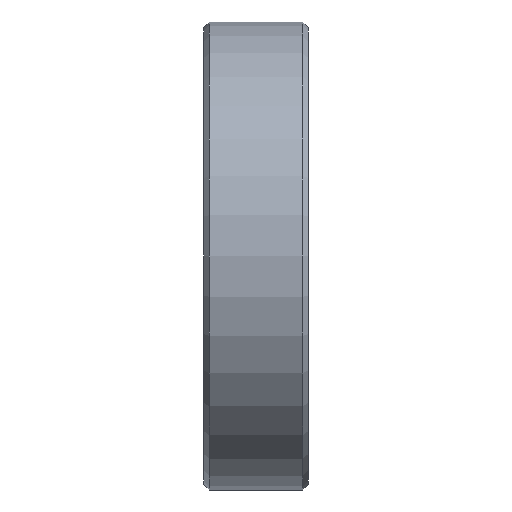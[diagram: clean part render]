
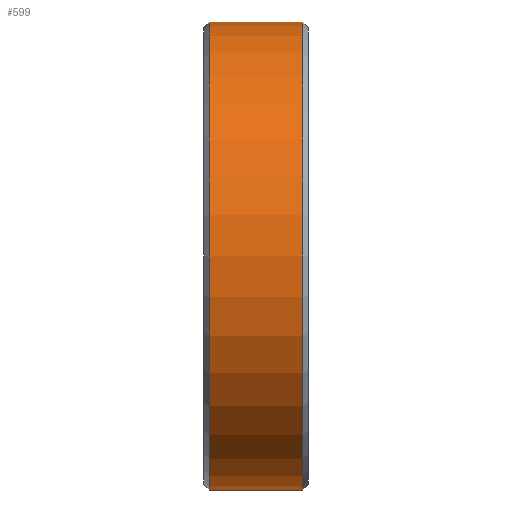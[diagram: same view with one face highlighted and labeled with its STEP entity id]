
A CAD part, left-side view. The second image highlights one B-rep face of the part: STEP entity #599.
In plain terms, the highlighted cylindrical face has radius 17 mm (diameter 34 mm), a partial arc.
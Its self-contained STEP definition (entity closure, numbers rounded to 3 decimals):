
#111 = DIRECTION ( 'NONE',  ( 0., 0., 1. ) ) ;
#130 = VERTEX_POINT ( 'NONE', #900 ) ;
#147 = AXIS2_PLACEMENT_3D ( 'NONE', #618, #988, #111 ) ;
#216 = LINE ( 'NONE', #1202, #455 ) ;
#303 = DIRECTION ( 'NONE',  ( 0., 1., 0. ) ) ;
#320 = DIRECTION ( 'NONE',  ( 0., 1., 0. ) ) ;
#368 = CARTESIAN_POINT ( 'NONE',  ( 0., 53.835, 0. ) ) ;
#455 = VECTOR ( 'NONE', #303, 1000. ) ;
#470 = CIRCLE ( 'NONE', #1403, 17. ) ;
#504 = ORIENTED_EDGE ( 'NONE', *, *, #1376, .T. ) ;
#564 = FACE_OUTER_BOUND ( 'NONE', #1470, .T. ) ;
#566 = LINE ( 'NONE', #1246, #1486 ) ;
#599 = ADVANCED_FACE ( 'NONE', ( #564 ), #979, .T. ) ;
#618 = CARTESIAN_POINT ( 'NONE',  ( 0., 7.2, 0. ) ) ;
#653 = ORIENTED_EDGE ( 'NONE', *, *, #1433, .F. ) ;
#702 = CIRCLE ( 'NONE', #147, 17. ) ;
#741 = VERTEX_POINT ( 'NONE', #1336 ) ;
#773 = CARTESIAN_POINT ( 'NONE',  ( 0., 0.4, 0. ) ) ;
#827 = ORIENTED_EDGE ( 'NONE', *, *, #990, .T. ) ;
#856 = DIRECTION ( 'NONE',  ( 0., 0., -1. ) ) ;
#900 = CARTESIAN_POINT ( 'NONE',  ( 0., 0.4, -17. ) ) ;
#979 = CYLINDRICAL_SURFACE ( 'NONE', #1182, 17. ) ;
#983 = CARTESIAN_POINT ( 'NONE',  ( 0., 0.4, 17. ) ) ;
#988 = DIRECTION ( 'NONE',  ( 0., -1., 0. ) ) ;
#990 = EDGE_CURVE ( 'NONE', #1418, #1338, #216, .T. ) ;
#1146 = EDGE_CURVE ( 'NONE', #130, #1418, #470, .T. ) ;
#1182 = AXIS2_PLACEMENT_3D ( 'NONE', #368, #1538, #1290 ) ;
#1202 = CARTESIAN_POINT ( 'NONE',  ( 0., 53.835, 17. ) ) ;
#1246 = CARTESIAN_POINT ( 'NONE',  ( 0., 53.835, -17. ) ) ;
#1290 = DIRECTION ( 'NONE',  ( 0., 0., 1. ) ) ;
#1307 = DIRECTION ( 'NONE',  ( 0., 1., 0. ) ) ;
#1336 = CARTESIAN_POINT ( 'NONE',  ( 0., 7.2, -17. ) ) ;
#1338 = VERTEX_POINT ( 'NONE', #1345 ) ;
#1345 = CARTESIAN_POINT ( 'NONE',  ( 0., 7.2, 17. ) ) ;
#1376 = EDGE_CURVE ( 'NONE', #1338, #741, #702, .T. ) ;
#1378 = ORIENTED_EDGE ( 'NONE', *, *, #1146, .T. ) ;
#1403 = AXIS2_PLACEMENT_3D ( 'NONE', #773, #1307, #856 ) ;
#1418 = VERTEX_POINT ( 'NONE', #983 ) ;
#1433 = EDGE_CURVE ( 'NONE', #130, #741, #566, .T. ) ;
#1470 = EDGE_LOOP ( 'NONE', ( #653, #1378, #827, #504 ) ) ;
#1486 = VECTOR ( 'NONE', #320, 1000. ) ;
#1538 = DIRECTION ( 'NONE',  ( 0., 1., 0. ) ) ;
